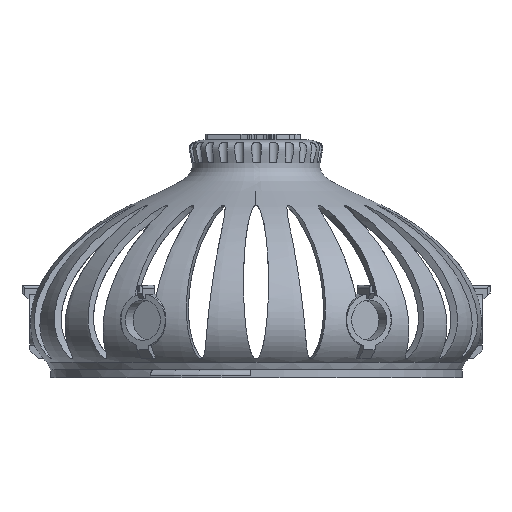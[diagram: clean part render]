
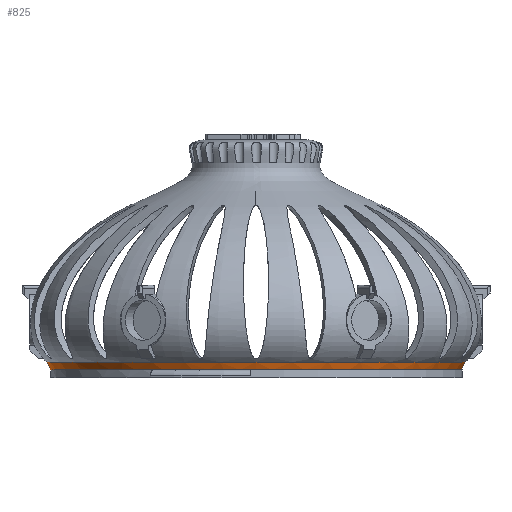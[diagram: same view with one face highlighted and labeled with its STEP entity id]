
A CAD part, left-side view. The second image highlights one B-rep face of the part: STEP entity #825.
In plain terms, the highlighted conical face has half-angle 24.268 degrees and reference radius 53.5 mm.
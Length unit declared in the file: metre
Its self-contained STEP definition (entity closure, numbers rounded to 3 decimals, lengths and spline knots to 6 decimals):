
#825 = ADVANCED_FACE( '', ( #1788, #1789 ), #1790, .T. );
#1788 = FACE_OUTER_BOUND( '', #2839, .T. );
#1789 = FACE_BOUND( '', #2840, .T. );
#1790 = CONICAL_SURFACE( '', #2841, 0.0535, 0.424 );
#2839 = EDGE_LOOP( '', ( #5510 ) );
#2840 = EDGE_LOOP( '', ( #5511 ) );
#2841 = AXIS2_PLACEMENT_3D( '', #5512, #5513, #5514 );
#5510 = ORIENTED_EDGE( '', *, *, #6696, .T. );
#5511 = ORIENTED_EDGE( '', *, *, #6804, .F. );
#5512 = CARTESIAN_POINT( '', ( 0., 0.000144, 0.022812 ) );
#5513 = DIRECTION( '', ( 0., 0., 1. ) );
#5514 = DIRECTION( '', ( 1., 0., 0. ) );
#6696 = EDGE_CURVE( '', #8410, #8410, #8411, .T. );
#6804 = EDGE_CURVE( '', #7307, #7307, #8561, .T. );
#7307 = VERTEX_POINT( '', #9214 );
#8410 = VERTEX_POINT( '', #13918 );
#8411 = CIRCLE( '', #13919, 0.054415 );
#8561 = CIRCLE( '', #16284, 0.0535 );
#9214 = CARTESIAN_POINT( '', ( 0., 0.053646, 0.022812 ) );
#13918 = CARTESIAN_POINT( '', ( -0.054415, 0.000144, 0.024842 ) );
#13919 = AXIS2_PLACEMENT_3D( '', #19226, #19227, #19228 );
#16284 = AXIS2_PLACEMENT_3D( '', #19324, #19325, #19326 );
#19226 = CARTESIAN_POINT( '', ( 0., 0.000144, 0.024842 ) );
#19227 = DIRECTION( '', ( 0., 0., -1. ) );
#19228 = DIRECTION( '', ( -1., 0., 0. ) );
#19324 = CARTESIAN_POINT( '', ( 0., 0.000144, 0.022812 ) );
#19325 = DIRECTION( '', ( 0., 0., -1. ) );
#19326 = DIRECTION( '', ( -1., 0., 0. ) );
